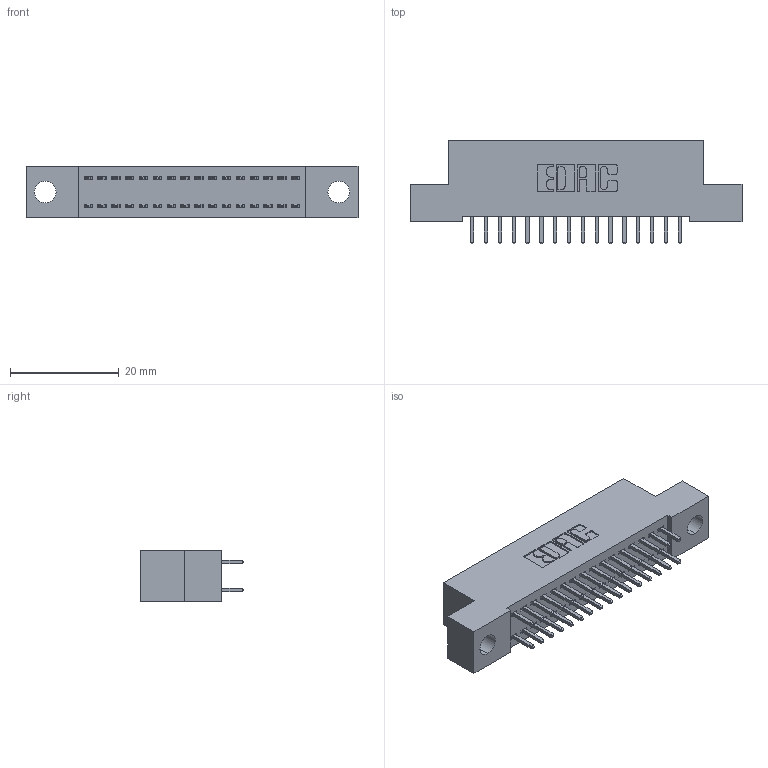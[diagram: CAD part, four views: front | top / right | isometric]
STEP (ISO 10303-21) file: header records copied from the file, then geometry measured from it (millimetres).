
FILE_DESCRIPTION (( 'STEP AP203' ), '1' );
FILE_NAME ('342-032-521-204.STEP', '2018-08-11T16:41:57', ( '' ), ( '' ), 'SwSTEP 2.0', 'SolidWorks 2016', '' );
FILE_SCHEMA (( 'CONFIG_CONTROL_DESIGN' ));
Length unit declared in the file: inch
Products named in the file (3): 342 Part_.156 TH; 345-292-001_345-293-121; 342-032-521-204
Assembly tree (33 placements, depth 2):
  342-032-521-204
    342 Part_.156 TH
    345-292-001_345-293-121  x32
Bounding box: 60.96 x 19.06 x 9.4 mm (x, y, z)
Volume: 5254.1 mm3; surface area: 7647.5 mm2
Topology: 33 solids, 33 shells, 1774 faces, 5259 edges, 3462 vertices
Faces by surface type: plane 1218, cylinder 556
Entity records: 13545 total; most frequent: CARTESIAN_POINT 2274, ORIENTED_EDGE 2210, DIRECTION 1989, EDGE_CURVE 1105, LINE 977, VECTOR 977, VERTEX_POINT 734, AXIS2_PLACEMENT_3D 506
